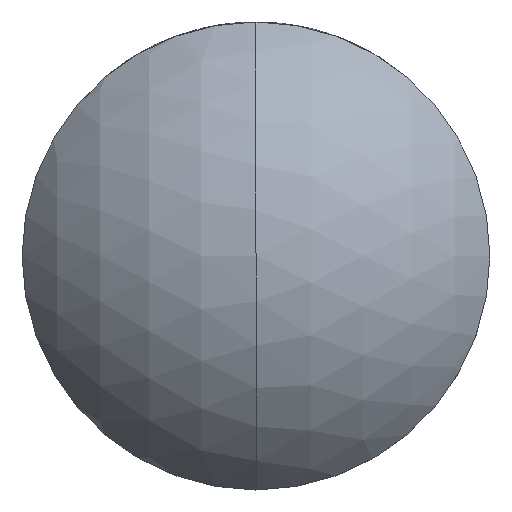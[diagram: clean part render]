
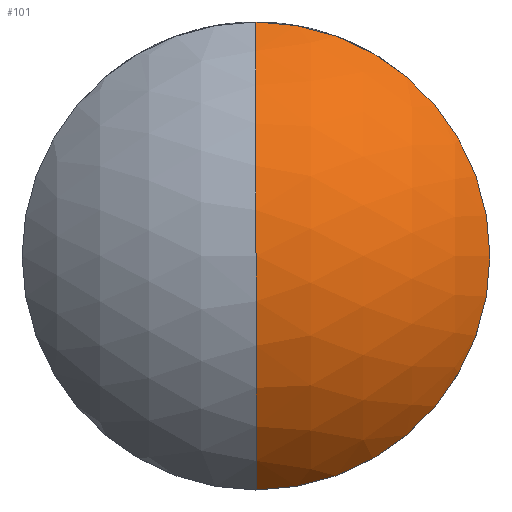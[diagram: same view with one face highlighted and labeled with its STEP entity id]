
A CAD part, top view. The second image highlights one B-rep face of the part: STEP entity #101.
In plain terms, the highlighted spherical face has radius 7.72 mm.
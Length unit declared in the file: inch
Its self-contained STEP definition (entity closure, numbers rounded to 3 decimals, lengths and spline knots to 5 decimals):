
#17 = AXIS2_PLACEMENT_3D ( 'NONE', #556, #303, #875 ) ;
#101 = ADVANCED_FACE ( 'NONE', ( #1868 ), #1438, .T. ) ;
#198 = VERTEX_POINT ( 'NONE', #305 ) ;
#303 = DIRECTION ( 'NONE',  ( 0., 0., 1. ) ) ;
#305 = CARTESIAN_POINT ( 'NONE',  ( 0., -0.25, -0.0303 ) ) ;
#339 = ORIENTED_EDGE ( 'NONE', *, *, #822, .T. ) ;
#371 = CARTESIAN_POINT ( 'NONE',  ( 0., 0.25, -0.0303 ) ) ;
#471 = CIRCLE ( 'NONE', #1834, 0.30394 ) ;
#497 = CIRCLE ( 'NONE', #17, 0.25 ) ;
#556 = CARTESIAN_POINT ( 'NONE',  ( 0., 0., -0.0303 ) ) ;
#567 = VERTEX_POINT ( 'NONE', #884 ) ;
#790 = DIRECTION ( 'NONE',  ( 0., -1., 0. ) ) ;
#815 = EDGE_CURVE ( 'NONE', #198, #1105, #1549, .T. ) ;
#822 = EDGE_CURVE ( 'NONE', #1105, #1497, #497, .T. ) ;
#844 = AXIS2_PLACEMENT_3D ( 'NONE', #1583, #853, #1878 ) ;
#853 = DIRECTION ( 'NONE',  ( 0., 0., 1. ) ) ;
#874 = EDGE_CURVE ( 'NONE', #1497, #567, #1138, .T. ) ;
#875 = DIRECTION ( 'NONE',  ( 1., 0., 0. ) ) ;
#884 = CARTESIAN_POINT ( 'NONE',  ( 0., 0., 0.10079 ) ) ;
#972 = ORIENTED_EDGE ( 'NONE', *, *, #1726, .F. ) ;
#1072 = EDGE_LOOP ( 'NONE', ( #339, #1758, #972, #1544 ) ) ;
#1105 = VERTEX_POINT ( 'NONE', #1248 ) ;
#1138 = CIRCLE ( 'NONE', #1747, 0.30394 ) ;
#1155 = CARTESIAN_POINT ( 'NONE',  ( 0., 0., -0.20315 ) ) ;
#1231 = DIRECTION ( 'NONE',  ( -1., 0., 0. ) ) ;
#1248 = CARTESIAN_POINT ( 'NONE',  ( 0.25, 0., -0.0303 ) ) ;
#1268 = CARTESIAN_POINT ( 'NONE',  ( 0., 0., -0.20315 ) ) ;
#1438 = SPHERICAL_SURFACE ( 'NONE', #1456, 0.30394 ) ;
#1449 = DIRECTION ( 'NONE',  ( 0., -1., 0. ) ) ;
#1456 = AXIS2_PLACEMENT_3D ( 'NONE', #1268, #1897, #1449 ) ;
#1460 = DIRECTION ( 'NONE',  ( 1., 0., 0. ) ) ;
#1497 = VERTEX_POINT ( 'NONE', #371 ) ;
#1544 = ORIENTED_EDGE ( 'NONE', *, *, #815, .T. ) ;
#1549 = CIRCLE ( 'NONE', #844, 0.25 ) ;
#1583 = CARTESIAN_POINT ( 'NONE',  ( 0., 0., -0.0303 ) ) ;
#1699 = CARTESIAN_POINT ( 'NONE',  ( 0., 0., -0.20315 ) ) ;
#1726 = EDGE_CURVE ( 'NONE', #198, #567, #471, .T. ) ;
#1747 = AXIS2_PLACEMENT_3D ( 'NONE', #1155, #1460, #1754 ) ;
#1754 = DIRECTION ( 'NONE',  ( 0., 1., 0. ) ) ;
#1758 = ORIENTED_EDGE ( 'NONE', *, *, #874, .T. ) ;
#1834 = AXIS2_PLACEMENT_3D ( 'NONE', #1699, #1231, #790 ) ;
#1868 = FACE_OUTER_BOUND ( 'NONE', #1072, .T. ) ;
#1878 = DIRECTION ( 'NONE',  ( 1., 0., 0. ) ) ;
#1897 = DIRECTION ( 'NONE',  ( 1., 0., 0. ) ) ;
